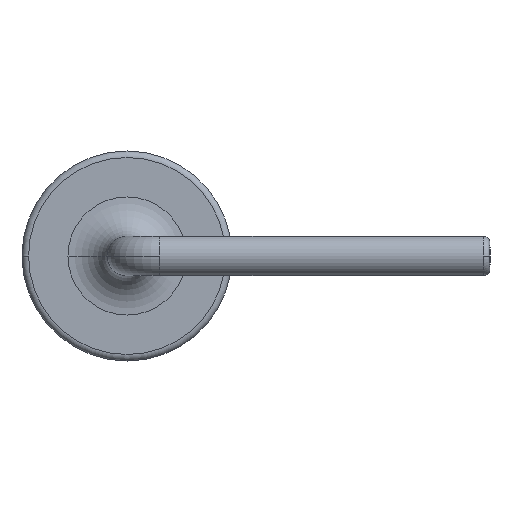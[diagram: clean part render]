
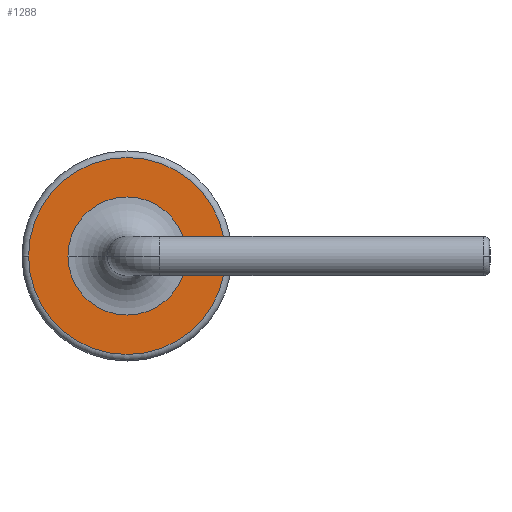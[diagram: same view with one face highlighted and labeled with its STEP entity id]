
A CAD part, left-side view. The second image highlights one B-rep face of the part: STEP entity #1288.
In plain terms, the highlighted planar face has unit normal (-1, 0, 0).
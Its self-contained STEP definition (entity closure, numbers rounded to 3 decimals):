
#50 = VERTEX_POINT ( 'NONE', #1323 ) ;
#62 = EDGE_CURVE ( 'NONE', #1990, #2077, #2424, .T. ) ;
#122 = VERTEX_POINT ( 'NONE', #225 ) ;
#225 = CARTESIAN_POINT ( 'NONE',  ( -4.25, -0.9, 0. ) ) ;
#245 = DIRECTION ( 'NONE',  ( -1., 0., 0. ) ) ;
#246 = CARTESIAN_POINT ( 'NONE',  ( -4.25, 0., 0. ) ) ;
#459 = AXIS2_PLACEMENT_3D ( 'NONE', #246, #2315, #1740 ) ;
#639 = DIRECTION ( 'NONE',  ( 0., 1., 0. ) ) ;
#674 = EDGE_CURVE ( 'NONE', #2077, #1990, #2266, .T. ) ;
#698 = CIRCLE ( 'NONE', #2375, 0.9 ) ;
#773 = EDGE_CURVE ( 'NONE', #122, #50, #2324, .T. ) ;
#861 = ORIENTED_EDGE ( 'NONE', *, *, #62, .T. ) ;
#866 = FACE_OUTER_BOUND ( 'NONE', #1779, .T. ) ;
#965 = CARTESIAN_POINT ( 'NONE',  ( -4.25, -1.5, 0. ) ) ;
#1094 = CARTESIAN_POINT ( 'NONE',  ( -4.25, 1.5, 0. ) ) ;
#1110 = DIRECTION ( 'NONE',  ( -1., 0., 0. ) ) ;
#1199 = AXIS2_PLACEMENT_3D ( 'NONE', #2079, #1110, #1312 ) ;
#1210 = ORIENTED_EDGE ( 'NONE', *, *, #674, .T. ) ;
#1275 = DIRECTION ( 'NONE',  ( 1., 0., 0. ) ) ;
#1288 = ADVANCED_FACE ( 'NONE', ( #2161, #866 ), #1417, .F. ) ;
#1312 = DIRECTION ( 'NONE',  ( 0., 1., 0. ) ) ;
#1323 = CARTESIAN_POINT ( 'NONE',  ( -4.25, 0.9, 0. ) ) ;
#1348 = ORIENTED_EDGE ( 'NONE', *, *, #2009, .T. ) ;
#1370 = DIRECTION ( 'NONE',  ( 0., 1., 0. ) ) ;
#1414 = AXIS2_PLACEMENT_3D ( 'NONE', #2140, #245, #1370 ) ;
#1417 = PLANE ( 'NONE',  #1671 ) ;
#1458 = CARTESIAN_POINT ( 'NONE',  ( -4.25, 0., 0. ) ) ;
#1466 = CARTESIAN_POINT ( 'NONE',  ( -4.25, 0., 0. ) ) ;
#1671 = AXIS2_PLACEMENT_3D ( 'NONE', #1458, #1275, #1819 ) ;
#1740 = DIRECTION ( 'NONE',  ( 0., 1., 0. ) ) ;
#1779 = EDGE_LOOP ( 'NONE', ( #1210, #861 ) ) ;
#1819 = DIRECTION ( 'NONE',  ( 0., 1., 0. ) ) ;
#1990 = VERTEX_POINT ( 'NONE', #965 ) ;
#2009 = EDGE_CURVE ( 'NONE', #50, #122, #698, .T. ) ;
#2038 = EDGE_LOOP ( 'NONE', ( #1348, #2070 ) ) ;
#2070 = ORIENTED_EDGE ( 'NONE', *, *, #773, .T. ) ;
#2077 = VERTEX_POINT ( 'NONE', #1094 ) ;
#2079 = CARTESIAN_POINT ( 'NONE',  ( -4.25, 0., 0. ) ) ;
#2139 = DIRECTION ( 'NONE',  ( 1., 0., 0. ) ) ;
#2140 = CARTESIAN_POINT ( 'NONE',  ( -4.25, 0., 0. ) ) ;
#2161 = FACE_BOUND ( 'NONE', #2038, .T. ) ;
#2266 = CIRCLE ( 'NONE', #1414, 1.5 ) ;
#2315 = DIRECTION ( 'NONE',  ( 1., 0., 0. ) ) ;
#2324 = CIRCLE ( 'NONE', #459, 0.9 ) ;
#2375 = AXIS2_PLACEMENT_3D ( 'NONE', #1466, #2139, #639 ) ;
#2424 = CIRCLE ( 'NONE', #1199, 1.5 ) ;
